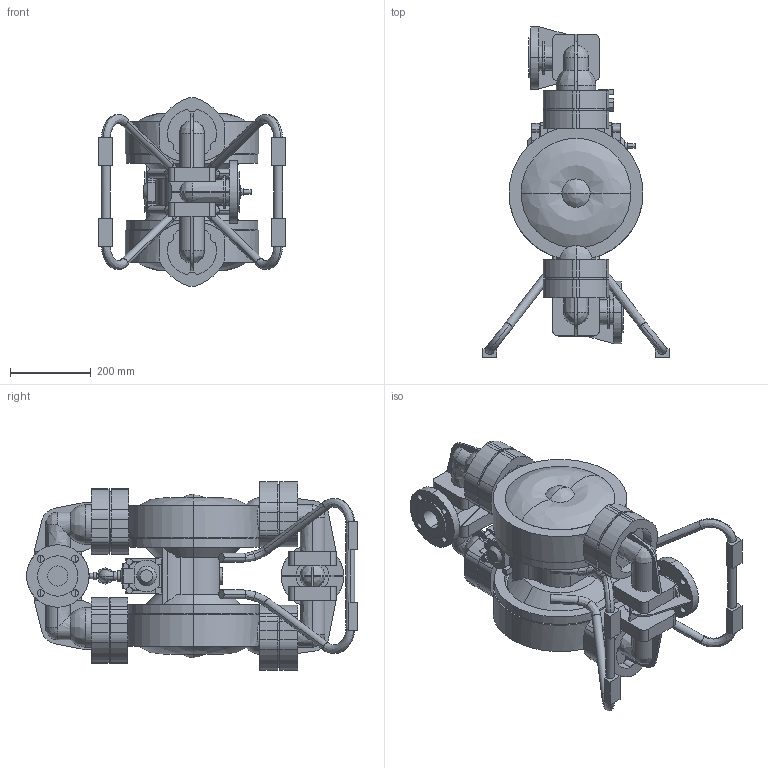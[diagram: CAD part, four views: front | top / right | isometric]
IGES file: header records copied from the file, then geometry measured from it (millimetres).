
Start section: SolidWorks IGES FILE using NURB representation for surfaces
Global section: file name: NDP-50 BP仩 YA.IGS; native system: SolidWorks 2004 by SolidWorks Corporation; preprocessor: Version 5.3; author: user; date: 051011.131027; units: millimetre
Bounding box: 462.5 x 820.5 x 468.5 mm (x, y, z)
Volume: 36903535.8 mm3; surface area: 2136034.1 mm2
Topology: 1 solids, 1 shells, 1024 faces, 2860 edges, 1876 vertices
Faces by surface type: bspline 1024
